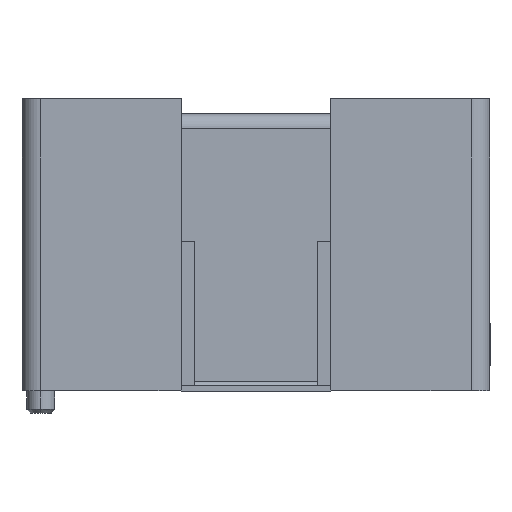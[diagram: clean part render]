
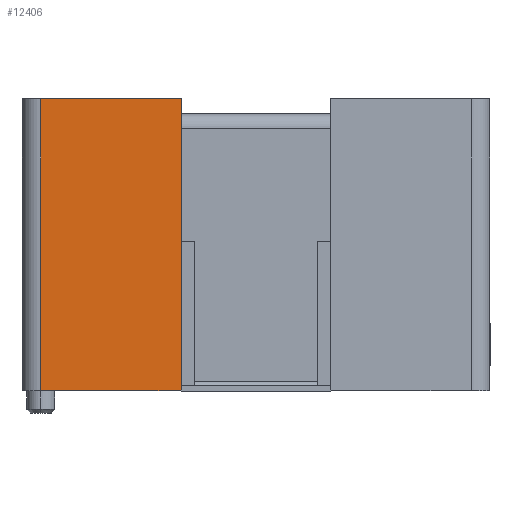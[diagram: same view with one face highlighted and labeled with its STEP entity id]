
A CAD part, left-side view. The second image highlights one B-rep face of the part: STEP entity #12406.
In plain terms, the highlighted planar face has unit normal (-1, 0, 0).
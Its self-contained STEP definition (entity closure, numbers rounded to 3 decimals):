
#1893 = DIRECTION ( 'NONE',  ( 0., -1., 0. ) ) ;
#3054 = DIRECTION ( 'NONE',  ( 0., 0., -1. ) ) ;
#3331 = CARTESIAN_POINT ( 'NONE',  ( -41.25, 4., 0. ) ) ;
#3635 = LINE ( 'NONE', #13944, #11157 ) ;
#3643 = VECTOR ( 'NONE', #5676, 1000. ) ;
#4098 = FACE_OUTER_BOUND ( 'NONE', #13259, .T. ) ;
#4416 = CARTESIAN_POINT ( 'NONE',  ( -41.25, 12.5, 15.6 ) ) ;
#4798 = DIRECTION ( 'NONE',  ( 0., 0., -1. ) ) ;
#4994 = EDGE_CURVE ( 'NONE', #12891, #17817, #3635, .T. ) ;
#5676 = DIRECTION ( 'NONE',  ( 0., -1., 0. ) ) ;
#5759 = CARTESIAN_POINT ( 'NONE',  ( -41.25, 4., 15.6 ) ) ;
#5947 = DIRECTION ( 'NONE',  ( 1., 0., 0. ) ) ;
#6439 = CARTESIAN_POINT ( 'NONE',  ( -41.25, 11.5, 15.6 ) ) ;
#7102 = ORIENTED_EDGE ( 'NONE', *, *, #9218, .T. ) ;
#7190 = DIRECTION ( 'NONE',  ( 0., 0., -1. ) ) ;
#7266 = LINE ( 'NONE', #4416, #3643 ) ;
#8857 = CARTESIAN_POINT ( 'NONE',  ( -41.25, 11.5, 15.6 ) ) ;
#9218 = EDGE_CURVE ( 'NONE', #11746, #17817, #12071, .T. ) ;
#9973 = PLANE ( 'NONE',  #15665 ) ;
#10078 = VERTEX_POINT ( 'NONE', #6439 ) ;
#10412 = ORIENTED_EDGE ( 'NONE', *, *, #14479, .F. ) ;
#10438 = EDGE_CURVE ( 'NONE', #10078, #11746, #10476, .T. ) ;
#10476 = LINE ( 'NONE', #8857, #19039 ) ;
#11157 = VECTOR ( 'NONE', #4798, 1000. ) ;
#11288 = ORIENTED_EDGE ( 'NONE', *, *, #10438, .T. ) ;
#11746 = VERTEX_POINT ( 'NONE', #17897 ) ;
#12071 = LINE ( 'NONE', #16551, #15104 ) ;
#12406 = ADVANCED_FACE ( 'NONE', ( #4098 ), #9973, .F. ) ;
#12891 = VERTEX_POINT ( 'NONE', #5759 ) ;
#13259 = EDGE_LOOP ( 'NONE', ( #10412, #11288, #7102, #14721 ) ) ;
#13944 = CARTESIAN_POINT ( 'NONE',  ( -41.25, 4., 15.6 ) ) ;
#14479 = EDGE_CURVE ( 'NONE', #10078, #12891, #7266, .T. ) ;
#14721 = ORIENTED_EDGE ( 'NONE', *, *, #4994, .F. ) ;
#14901 = CARTESIAN_POINT ( 'NONE',  ( -41.25, 12.5, 15.6 ) ) ;
#15104 = VECTOR ( 'NONE', #1893, 1000. ) ;
#15665 = AXIS2_PLACEMENT_3D ( 'NONE', #14901, #5947, #3054 ) ;
#16551 = CARTESIAN_POINT ( 'NONE',  ( -41.25, 12.5, 0. ) ) ;
#17817 = VERTEX_POINT ( 'NONE', #3331 ) ;
#17897 = CARTESIAN_POINT ( 'NONE',  ( -41.25, 11.5, 0. ) ) ;
#19039 = VECTOR ( 'NONE', #7190, 1000. ) ;
